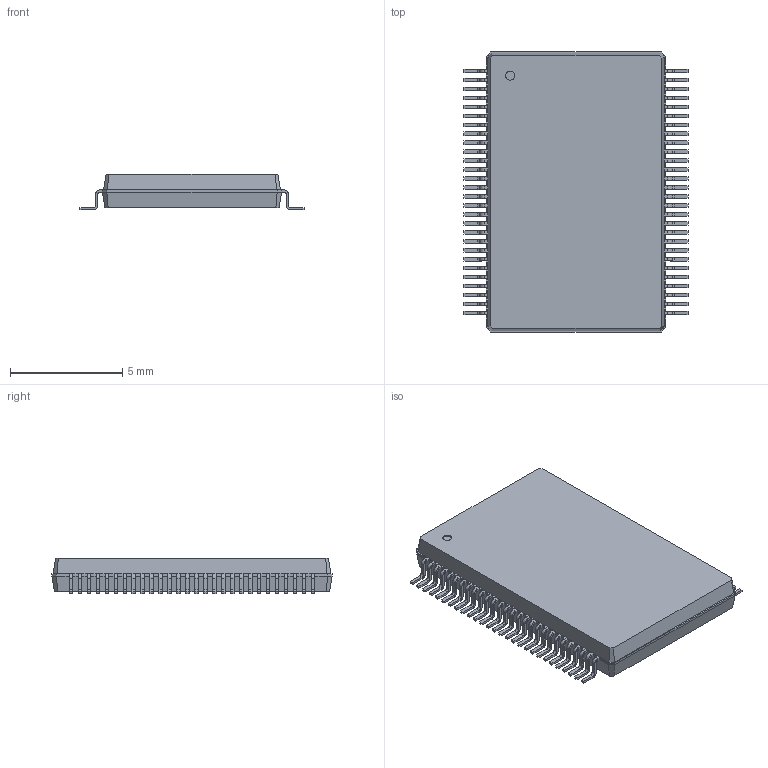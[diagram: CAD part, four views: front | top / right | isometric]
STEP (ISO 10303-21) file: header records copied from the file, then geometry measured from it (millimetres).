
FILE_DESCRIPTION(/* description */ ('model of TSSOP-56_8x12.5mm_P0.4mm'),/* implementation_level */ '2;1');
FILE_NAME(/* name */ 'TSSOP-56_8x12.5mm_P0.4mm.step',/* time_stamp */ '2020-02-11T19:56:49',/* author */ ('kicad StepUp','ksu'),/* organization */ ('FreeCAD'),/* preprocessor_version */ 'OCC',/* originating_system */ 'kicad StepUp',/* authorisation */ '');
FILE_SCHEMA(('AUTOMOTIVE_DESIGN { 1 0 10303 214 1 1 1 1 }'));
Products named in the file (1): TSSOP_56_8x125mm_P04mm
Bounding box: 10 x 12.5 x 1.6 mm (x, y, z)
Volume: 146.8 mm3; surface area: 300.4 mm2
Topology: 1 solids, 1 shells, 876 faces, 2371 edges, 1498 vertices
Faces by surface type: plane 571, cylinder 225, bspline 80
Full cylindrical faces by diameter (mm): 0.4 x1
Entity records: 64462 total; most frequent: CARTESIAN_POINT 11536, DIRECTION 8581, LINE 5861, VECTOR 5861, ORIENTED_EDGE 4742, PCURVE 4742, DEFINITIONAL_REPRESENTATION 4742, EDGE_CURVE 2371
